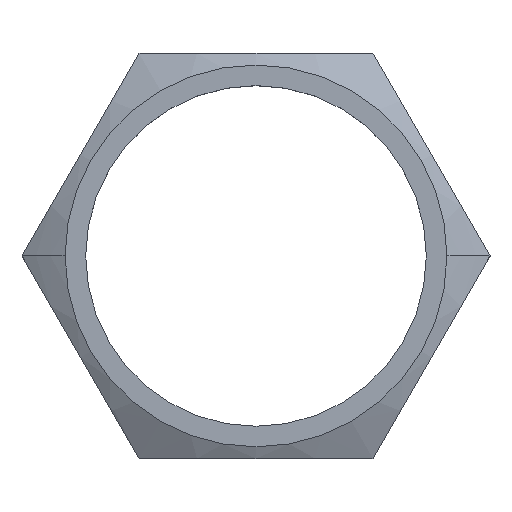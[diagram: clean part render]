
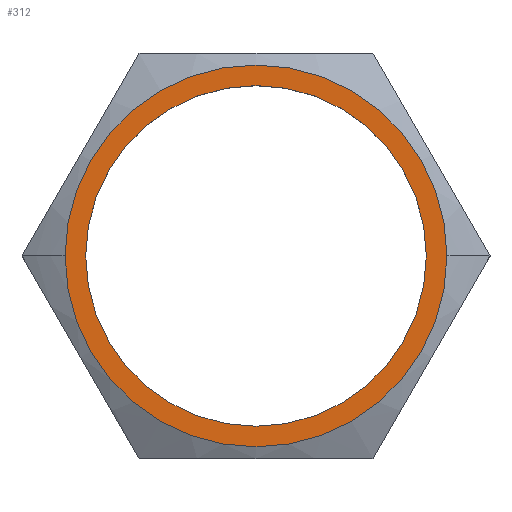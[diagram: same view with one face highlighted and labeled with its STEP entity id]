
A CAD part, top view. The second image highlights one B-rep face of the part: STEP entity #312.
In plain terms, the highlighted planar face has unit normal (0, 0, 1).
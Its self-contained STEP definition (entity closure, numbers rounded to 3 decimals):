
#4 = CARTESIAN_POINT ( 'NONE',  ( 7.9, 0., 1.4 ) ) ;
#12 = DIRECTION ( 'NONE',  ( 1., 0., 0. ) ) ;
#54 = DIRECTION ( 'NONE',  ( 0., 0., 1. ) ) ;
#62 = CARTESIAN_POINT ( 'NONE',  ( 0., 0., 1.4 ) ) ;
#72 = CARTESIAN_POINT ( 'NONE',  ( 8.854, 0., 1.4 ) ) ;
#79 = EDGE_CURVE ( 'NONE', #337, #420, #213, .T. ) ;
#87 = CARTESIAN_POINT ( 'NONE',  ( 0., 0., 1.4 ) ) ;
#95 = DIRECTION ( 'NONE',  ( 1., 0., 0. ) ) ;
#100 = ORIENTED_EDGE ( 'NONE', *, *, #415, .T. ) ;
#109 = VERTEX_POINT ( 'NONE', #128 ) ;
#114 = CARTESIAN_POINT ( 'NONE',  ( 0., 0., 1.4 ) ) ;
#128 = CARTESIAN_POINT ( 'NONE',  ( -8.854, 0., 1.4 ) ) ;
#141 = FACE_OUTER_BOUND ( 'NONE', #214, .T. ) ;
#166 = AXIS2_PLACEMENT_3D ( 'NONE', #87, #362, #12 ) ;
#169 = EDGE_LOOP ( 'NONE', ( #379, #172 ) ) ;
#172 = ORIENTED_EDGE ( 'NONE', *, *, #197, .F. ) ;
#182 = FACE_BOUND ( 'NONE', #169, .T. ) ;
#187 = AXIS2_PLACEMENT_3D ( 'NONE', #114, #356, #387 ) ;
#197 = EDGE_CURVE ( 'NONE', #420, #337, #437, .T. ) ;
#213 = CIRCLE ( 'NONE', #166, 7.9 ) ;
#214 = EDGE_LOOP ( 'NONE', ( #100, #310 ) ) ;
#228 = CARTESIAN_POINT ( 'NONE',  ( -7.9, 0., 1.4 ) ) ;
#237 = AXIS2_PLACEMENT_3D ( 'NONE', #443, #408, #249 ) ;
#247 = AXIS2_PLACEMENT_3D ( 'NONE', #348, #311, #430 ) ;
#249 = DIRECTION ( 'NONE',  ( 1., 0., 0. ) ) ;
#262 = CIRCLE ( 'NONE', #247, 8.854 ) ;
#276 = PLANE ( 'NONE',  #237 ) ;
#310 = ORIENTED_EDGE ( 'NONE', *, *, #365, .T. ) ;
#311 = DIRECTION ( 'NONE',  ( 0., 0., 1. ) ) ;
#312 = ADVANCED_FACE ( 'NONE', ( #182, #141 ), #276, .T. ) ;
#337 = VERTEX_POINT ( 'NONE', #228 ) ;
#348 = CARTESIAN_POINT ( 'NONE',  ( 0., 0., 1.4 ) ) ;
#356 = DIRECTION ( 'NONE',  ( 0., 0., 1. ) ) ;
#360 = CIRCLE ( 'NONE', #187, 8.854 ) ;
#362 = DIRECTION ( 'NONE',  ( 0., 0., 1. ) ) ;
#365 = EDGE_CURVE ( 'NONE', #413, #109, #262, .T. ) ;
#379 = ORIENTED_EDGE ( 'NONE', *, *, #79, .F. ) ;
#387 = DIRECTION ( 'NONE',  ( 1., 0., 0. ) ) ;
#388 = AXIS2_PLACEMENT_3D ( 'NONE', #62, #54, #95 ) ;
#408 = DIRECTION ( 'NONE',  ( 0., 0., 1. ) ) ;
#413 = VERTEX_POINT ( 'NONE', #72 ) ;
#415 = EDGE_CURVE ( 'NONE', #109, #413, #360, .T. ) ;
#420 = VERTEX_POINT ( 'NONE', #4 ) ;
#430 = DIRECTION ( 'NONE',  ( 1., 0., 0. ) ) ;
#437 = CIRCLE ( 'NONE', #388, 7.9 ) ;
#443 = CARTESIAN_POINT ( 'NONE',  ( 0., 0., 1.4 ) ) ;
